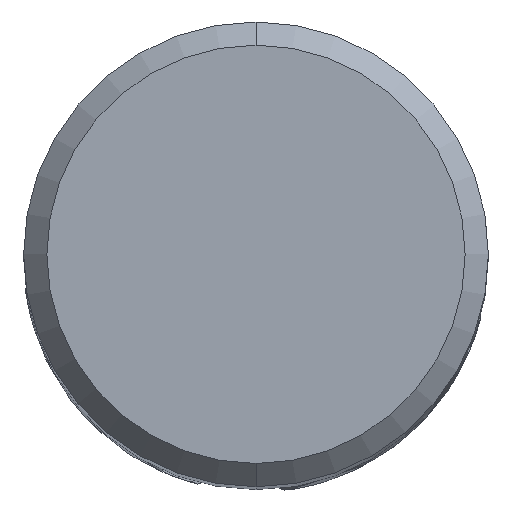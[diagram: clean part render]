
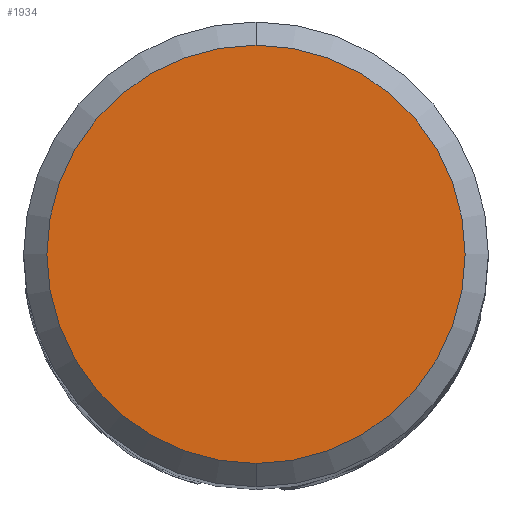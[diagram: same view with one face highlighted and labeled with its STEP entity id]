
A CAD part, top view. The second image highlights one B-rep face of the part: STEP entity #1934.
In plain terms, the highlighted planar face has unit normal (0, 0, 1).
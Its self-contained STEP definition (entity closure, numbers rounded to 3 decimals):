
#1116=EDGE_CURVE('',#2084,#1884,#2548,.T.);
#1668=EDGE_CURVE('',#1884,#2084,#3148,.T.);
#1884=VERTEX_POINT('',#3385);
#1934=ADVANCED_FACE('',(#3436),#3437,.T.);
#2084=VERTEX_POINT('',#3596);
#2548=CIRCLE('',#5964,5.4);
#3148=CIRCLE('',#10298,5.4);
#3385=CARTESIAN_POINT('',(0.,-5.4,0.0));
#3436=FACE_OUTER_BOUND('',#12060,.T.);
#3437=PLANE('',#12061);
#3596=CARTESIAN_POINT('',(0.0,5.4,0.0));
#5964=AXIS2_PLACEMENT_3D('',#13223,#13224,#13225);
#10298=AXIS2_PLACEMENT_3D('',#13824,#13825,#13826);
#12060=EDGE_LOOP('',(#14083,#14084));
#12061=AXIS2_PLACEMENT_3D('',#14085,#14086,#14087);
#13223=CARTESIAN_POINT('',(0.0,0.0,0.0));
#13224=DIRECTION('',(0.0,0.0,-1.0));
#13225=DIRECTION('',(0.0,1.0,0.0));
#13824=CARTESIAN_POINT('',(0.0,0.0,0.0));
#13825=DIRECTION('',(0.0,0.0,-1.0));
#13826=DIRECTION('',(0.0,1.0,0.0));
#14083=ORIENTED_EDGE('',*,*,#1116,.F.);
#14084=ORIENTED_EDGE('',*,*,#1668,.F.);
#14085=CARTESIAN_POINT('',(0.0,2.7,0.0));
#14086=DIRECTION('',(-0.0,0.0,1.0));
#14087=DIRECTION('',(0.0,-1.0,0.0));
